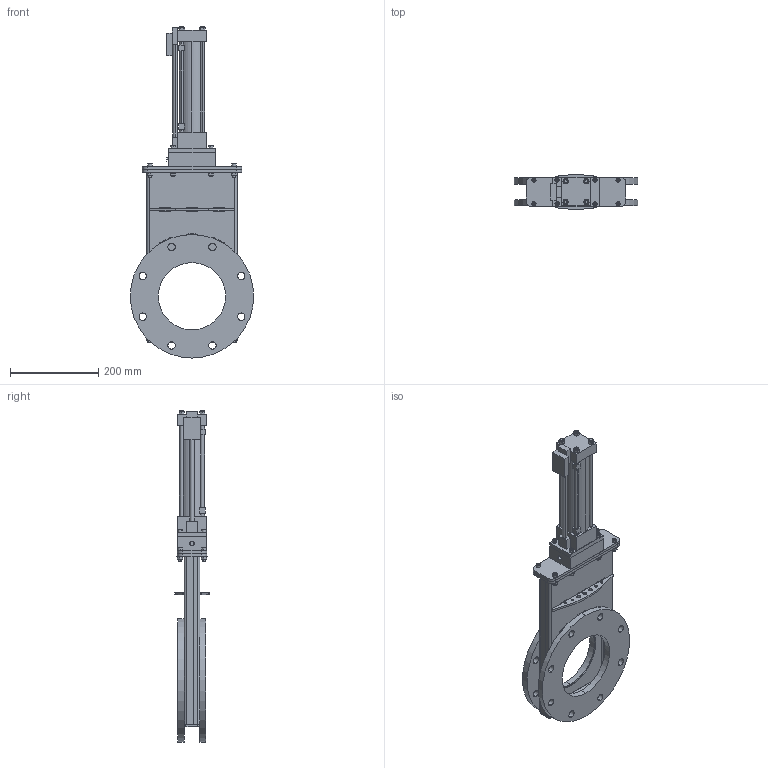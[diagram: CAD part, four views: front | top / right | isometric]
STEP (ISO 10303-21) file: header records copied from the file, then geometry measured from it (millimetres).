
FILE_DESCRIPTION (( 'STEP AP203' ), '1' );
FILE_NAME ('117178-01S.STEP', '2014-09-22T18:06:58', ( '' ), ( '' ), 'SwSTEP 2.0', 'SolidWorks 2014', '' );
FILE_SCHEMA (( 'CONFIG_CONTROL_DESIGN' ));
Length unit declared in the file: inch
Products named in the file (1): 117178-01S
Bounding box: 279.4 x 77.91 x 751.29 mm (x, y, z)
Surface area: 665263.5 mm2 (no closed solid volume)
Topology: 0 solids, 69 shells, 598 faces, 1875 edges, 1313 vertices
Faces by surface type: plane 321, cylinder 173, cone 104
Entity records: 21900 total; most frequent: CARTESIAN_POINT 5318, DIRECTION 3474, ORIENTED_EDGE 2954, EDGE_CURVE 1859, VERTEX_POINT 1313, AXIS2_PLACEMENT_3D 1234, VECTOR 1006, LINE 1006
